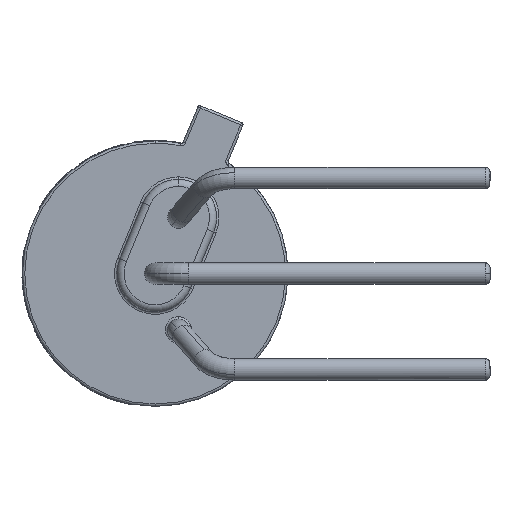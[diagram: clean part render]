
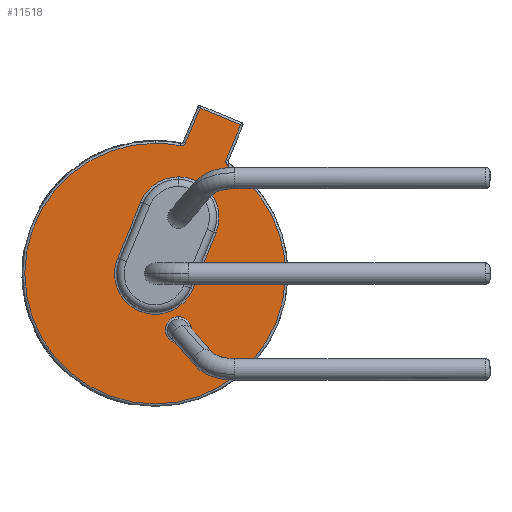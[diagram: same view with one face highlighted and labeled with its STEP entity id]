
A CAD part, left-side view. The second image highlights one B-rep face of the part: STEP entity #11518.
In plain terms, the highlighted planar face has unit normal (-1, 0, 0).
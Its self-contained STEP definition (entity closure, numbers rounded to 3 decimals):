
#100 = ORIENTED_EDGE ( 'NONE', *, *, #2012, .F. ) ;
#299 = EDGE_CURVE ( 'NONE', #10587, #3282, #11474, .T. ) ;
#381 = VERTEX_POINT ( 'NONE', #9431 ) ;
#418 = DIRECTION ( 'NONE',  ( 1., 0., 0. ) ) ;
#463 = EDGE_LOOP ( 'NONE', ( #12681, #13121, #100, #9728, #6680, #7494, #5597, #2286 ) ) ;
#500 = CARTESIAN_POINT ( 'NONE',  ( -0.2, 3.514, -1.173 ) ) ;
#687 = DIRECTION ( 'NONE',  ( 0., -0.383, 0.924 ) ) ;
#714 = EDGE_CURVE ( 'NONE', #381, #8994, #1639, .T. ) ;
#757 = EDGE_LOOP ( 'NONE', ( #6281, #2843 ) ) ;
#800 = CARTESIAN_POINT ( 'NONE',  ( -0.2, 4., 0. ) ) ;
#940 = CIRCLE ( 'NONE', #3563, 0.85 ) ;
#1159 = VECTOR ( 'NONE', #3232, 1000. ) ;
#1178 = LINE ( 'NONE', #13197, #7319 ) ;
#1257 = CARTESIAN_POINT ( 'NONE',  ( -0.2, 3.215, -0.325 ) ) ;
#1305 = CIRCLE ( 'NONE', #13186, 0.85 ) ;
#1333 = DIRECTION ( 'NONE',  ( 0., 0., 1. ) ) ;
#1371 = DIRECTION ( 'NONE',  ( 0., 0., 1. ) ) ;
#1398 = CARTESIAN_POINT ( 'NONE',  ( -0.2, 4., 0. ) ) ;
#1639 = CIRCLE ( 'NONE', #11370, 0.275 ) ;
#1698 = VECTOR ( 'NONE', #687, 1000. ) ;
#1799 = DIRECTION ( 'NONE',  ( 0., 0.924, 0.383 ) ) ;
#2012 = EDGE_CURVE ( 'NONE', #5221, #11020, #5394, .T. ) ;
#2120 = DIRECTION ( 'NONE',  ( 0., 0., 1. ) ) ;
#2286 = ORIENTED_EDGE ( 'NONE', *, *, #6204, .T. ) ;
#2351 = FACE_BOUND ( 'NONE', #7636, .T. ) ;
#2425 = CARTESIAN_POINT ( 'NONE',  ( -0.2, 3.458, 2.772 ) ) ;
#2451 = PLANE ( 'NONE',  #10967 ) ;
#2824 = DIRECTION ( 'NONE',  ( 0., 0., 1. ) ) ;
#2843 = ORIENTED_EDGE ( 'NONE', *, *, #714, .T. ) ;
#2985 = EDGE_CURVE ( 'NONE', #3481, #11020, #5687, .T. ) ;
#3072 = EDGE_CURVE ( 'NONE', #5221, #12990, #11630, .T. ) ;
#3232 = DIRECTION ( 'NONE',  ( 0., 0.383, -0.924 ) ) ;
#3244 = CARTESIAN_POINT ( 'NONE',  ( -0.2, 3.514, 2.023 ) ) ;
#3282 = VERTEX_POINT ( 'NONE', #8070 ) ;
#3285 = DIRECTION ( 'NONE',  ( 0., 0., 1. ) ) ;
#3315 = VERTEX_POINT ( 'NONE', #11369 ) ;
#3377 = EDGE_CURVE ( 'NONE', #8786, #10587, #1305, .T. ) ;
#3481 = VERTEX_POINT ( 'NONE', #5656 ) ;
#3563 = AXIS2_PLACEMENT_3D ( 'NONE', #8466, #9506, #12801 ) ;
#3667 = DIRECTION ( 'NONE',  ( 0., -0.383, 0.924 ) ) ;
#3696 = AXIS2_PLACEMENT_3D ( 'NONE', #9664, #8617, #1371 ) ;
#3747 = CARTESIAN_POINT ( 'NONE',  ( -0.2, 4., 0. ) ) ;
#3771 = CARTESIAN_POINT ( 'NONE',  ( -0.2, 3.514, -0.898 ) ) ;
#3869 = CARTESIAN_POINT ( 'NONE',  ( -0.2, 2.214, 3.111 ) ) ;
#4229 = AXIS2_PLACEMENT_3D ( 'NONE', #1398, #12727, #3285 ) ;
#4357 = DIRECTION ( 'NONE',  ( -1., 0., 0. ) ) ;
#4463 = EDGE_CURVE ( 'NONE', #3282, #11078, #940, .T. ) ;
#4585 = CIRCLE ( 'NONE', #10515, 0.1 ) ;
#4592 = CARTESIAN_POINT ( 'NONE',  ( -0.2, 2.729, 0.848 ) ) ;
#4816 = CARTESIAN_POINT ( 'NONE',  ( -0.2, 4., 0. ) ) ;
#4924 = CARTESIAN_POINT ( 'NONE',  ( -0.2, 4.299, 1.499 ) ) ;
#4970 = DIRECTION ( 'NONE',  ( 0., 0., 1. ) ) ;
#5125 = DIRECTION ( 'NONE',  ( 0., 0., 1. ) ) ;
#5156 = VERTEX_POINT ( 'NONE', #4924 ) ;
#5221 = VERTEX_POINT ( 'NONE', #12333 ) ;
#5313 = CARTESIAN_POINT ( 'NONE',  ( -0.2, 2.479, 2.261 ) ) ;
#5394 = CIRCLE ( 'NONE', #6494, 0.1 ) ;
#5445 = CARTESIAN_POINT ( 'NONE',  ( -0.2, 2.194, 3.157 ) ) ;
#5466 = CARTESIAN_POINT ( 'NONE',  ( -0.2, 3.381, 2.696 ) ) ;
#5581 = FACE_BOUND ( 'NONE', #757, .T. ) ;
#5597 = ORIENTED_EDGE ( 'NONE', *, *, #9197, .F. ) ;
#5656 = CARTESIAN_POINT ( 'NONE',  ( -0.2, 3.063, 3.463 ) ) ;
#5687 = LINE ( 'NONE', #5466, #10813 ) ;
#5689 = CIRCLE ( 'NONE', #7855, 2.725 ) ;
#5895 = LINE ( 'NONE', #11632, #10544 ) ;
#5966 = CIRCLE ( 'NONE', #9520, 0.85 ) ;
#6098 = DIRECTION ( 'NONE',  ( -1., 0., 0. ) ) ;
#6204 = EDGE_CURVE ( 'NONE', #10437, #7226, #11204, .T. ) ;
#6243 = AXIS2_PLACEMENT_3D ( 'NONE', #800, #6098, #4970 ) ;
#6281 = ORIENTED_EDGE ( 'NONE', *, *, #9406, .T. ) ;
#6326 = CARTESIAN_POINT ( 'NONE',  ( -0.2, 4., 2.725 ) ) ;
#6378 = CIRCLE ( 'NONE', #3696, 0.275 ) ;
#6446 = DIRECTION ( 'NONE',  ( 0., 0., 1. ) ) ;
#6494 = AXIS2_PLACEMENT_3D ( 'NONE', #2425, #4357, #6446 ) ;
#6680 = ORIENTED_EDGE ( 'NONE', *, *, #10879, .T. ) ;
#6694 = DIRECTION ( 'NONE',  ( 0., 0.383, -0.924 ) ) ;
#6893 = CARTESIAN_POINT ( 'NONE',  ( -0.2, 2.423, 2.344 ) ) ;
#7093 = EDGE_CURVE ( 'NONE', #5156, #8786, #5966, .T. ) ;
#7226 = VERTEX_POINT ( 'NONE', #3869 ) ;
#7319 = VECTOR ( 'NONE', #1799, 1000. ) ;
#7384 = CARTESIAN_POINT ( 'NONE',  ( -0.2, 3.365, 2.734 ) ) ;
#7490 = ORIENTED_EDGE ( 'NONE', *, *, #299, .T. ) ;
#7494 = ORIENTED_EDGE ( 'NONE', *, *, #10475, .T. ) ;
#7636 = EDGE_LOOP ( 'NONE', ( #7490, #12931, #8405, #9071, #9228 ) ) ;
#7855 = AXIS2_PLACEMENT_3D ( 'NONE', #4816, #12005, #5125 ) ;
#7910 = DIRECTION ( 'NONE',  ( -1., 0., 0. ) ) ;
#8070 = CARTESIAN_POINT ( 'NONE',  ( -0.2, 3.215, -0.325 ) ) ;
#8405 = ORIENTED_EDGE ( 'NONE', *, *, #11084, .T. ) ;
#8466 = CARTESIAN_POINT ( 'NONE',  ( -0.2, 4., 0. ) ) ;
#8507 = CARTESIAN_POINT ( 'NONE',  ( -0.2, 3.514, 1.173 ) ) ;
#8617 = DIRECTION ( 'NONE',  ( 1., 0., 0. ) ) ;
#8748 = CIRCLE ( 'NONE', #4229, 2.725 ) ;
#8786 = VERTEX_POINT ( 'NONE', #3244 ) ;
#8994 = VERTEX_POINT ( 'NONE', #3771 ) ;
#9071 = ORIENTED_EDGE ( 'NONE', *, *, #7093, .T. ) ;
#9197 = EDGE_CURVE ( 'NONE', #10437, #13039, #4585, .T. ) ;
#9228 = ORIENTED_EDGE ( 'NONE', *, *, #3377, .T. ) ;
#9406 = EDGE_CURVE ( 'NONE', #8994, #381, #6378, .T. ) ;
#9431 = CARTESIAN_POINT ( 'NONE',  ( -0.2, 3.514, -1.448 ) ) ;
#9506 = DIRECTION ( 'NONE',  ( 1., 0., 0. ) ) ;
#9520 = AXIS2_PLACEMENT_3D ( 'NONE', #12280, #11340, #2120 ) ;
#9561 = CARTESIAN_POINT ( 'NONE',  ( -0.2, 2.515, 2.382 ) ) ;
#9664 = CARTESIAN_POINT ( 'NONE',  ( -0.2, 3.514, -1.173 ) ) ;
#9681 = DIRECTION ( 'NONE',  ( 0., 0., 1. ) ) ;
#9728 = ORIENTED_EDGE ( 'NONE', *, *, #3072, .T. ) ;
#10437 = VERTEX_POINT ( 'NONE', #9561 ) ;
#10475 = EDGE_CURVE ( 'NONE', #3315, #13039, #8748, .T. ) ;
#10515 = AXIS2_PLACEMENT_3D ( 'NONE', #6893, #7910, #2824 ) ;
#10544 = VECTOR ( 'NONE', #3667, 1000. ) ;
#10587 = VERTEX_POINT ( 'NONE', #4592 ) ;
#10813 = VECTOR ( 'NONE', #6694, 1000. ) ;
#10879 = EDGE_CURVE ( 'NONE', #12990, #3315, #5689, .T. ) ;
#10946 = DIRECTION ( 'NONE',  ( -1., 0., 0. ) ) ;
#10967 = AXIS2_PLACEMENT_3D ( 'NONE', #3747, #10946, #11927 ) ;
#11020 = VERTEX_POINT ( 'NONE', #7384 ) ;
#11078 = VERTEX_POINT ( 'NONE', #12793 ) ;
#11084 = EDGE_CURVE ( 'NONE', #11078, #5156, #5895, .T. ) ;
#11204 = LINE ( 'NONE', #5445, #1698 ) ;
#11340 = DIRECTION ( 'NONE',  ( 1., 0., 0. ) ) ;
#11369 = CARTESIAN_POINT ( 'NONE',  ( -0.2, 4., -2.725 ) ) ;
#11370 = AXIS2_PLACEMENT_3D ( 'NONE', #500, #418, #9681 ) ;
#11474 = LINE ( 'NONE', #1257, #1159 ) ;
#11518 = ADVANCED_FACE ( 'NONE', ( #2351, #5581, #12946 ), #2451, .T. ) ;
#11603 = DIRECTION ( 'NONE',  ( 1., 0., 0. ) ) ;
#11630 = CIRCLE ( 'NONE', #6243, 2.725 ) ;
#11632 = CARTESIAN_POINT ( 'NONE',  ( -0.2, 4.785, 0.325 ) ) ;
#11927 = DIRECTION ( 'NONE',  ( 0., 0., 1. ) ) ;
#12005 = DIRECTION ( 'NONE',  ( -1., 0., 0. ) ) ;
#12110 = EDGE_CURVE ( 'NONE', #7226, #3481, #1178, .T. ) ;
#12280 = CARTESIAN_POINT ( 'NONE',  ( -0.2, 3.514, 1.173 ) ) ;
#12333 = CARTESIAN_POINT ( 'NONE',  ( -0.2, 3.477, 2.674 ) ) ;
#12681 = ORIENTED_EDGE ( 'NONE', *, *, #12110, .T. ) ;
#12727 = DIRECTION ( 'NONE',  ( -1., 0., 0. ) ) ;
#12793 = CARTESIAN_POINT ( 'NONE',  ( -0.2, 4.785, 0.325 ) ) ;
#12801 = DIRECTION ( 'NONE',  ( 0., 0., 1. ) ) ;
#12931 = ORIENTED_EDGE ( 'NONE', *, *, #4463, .T. ) ;
#12946 = FACE_OUTER_BOUND ( 'NONE', #463, .T. ) ;
#12990 = VERTEX_POINT ( 'NONE', #6326 ) ;
#13039 = VERTEX_POINT ( 'NONE', #5313 ) ;
#13121 = ORIENTED_EDGE ( 'NONE', *, *, #2985, .T. ) ;
#13186 = AXIS2_PLACEMENT_3D ( 'NONE', #8507, #11603, #1333 ) ;
#13197 = CARTESIAN_POINT ( 'NONE',  ( -0.2, 3.11, 3.482 ) ) ;
